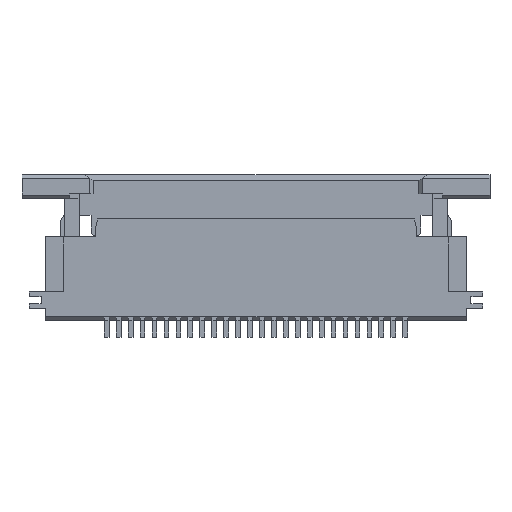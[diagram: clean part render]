
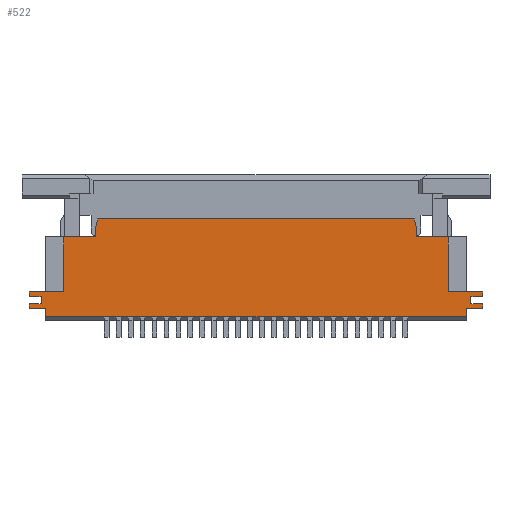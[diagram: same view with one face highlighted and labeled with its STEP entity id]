
A CAD part, front view. The second image highlights one B-rep face of the part: STEP entity #522.
In plain terms, the highlighted planar face has unit normal (0, -1, 0).
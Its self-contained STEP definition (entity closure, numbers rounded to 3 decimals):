
#522=ADVANCED_FACE('',(#2008),#2009,.T.);
#2008=FACE_OUTER_BOUND('',#4173,.T.);
#2009=PLANE('',#4174);
#4173=EDGE_LOOP('',(#8689,#8690,#8691,#8692,#8693,#8694,#8695,#8696,#8697,#8698,#8699,#8700,#8701,#8702,#8703,#8704,#8705,#8706,#8707,#8708,#8709,#8710,#8711,#8712,#8713,#8714));
#4174=AXIS2_PLACEMENT_3D('',#8715,#8716,#8717);
#8689=ORIENTED_EDGE('',*,*,#16796,.T.);
#8690=ORIENTED_EDGE('',*,*,#16797,.T.);
#8691=ORIENTED_EDGE('',*,*,#16798,.T.);
#8692=ORIENTED_EDGE('',*,*,#16799,.T.);
#8693=ORIENTED_EDGE('',*,*,#16800,.T.);
#8694=ORIENTED_EDGE('',*,*,#16801,.T.);
#8695=ORIENTED_EDGE('',*,*,#16802,.T.);
#8696=ORIENTED_EDGE('',*,*,#16803,.T.);
#8697=ORIENTED_EDGE('',*,*,#16387,.F.);
#8698=ORIENTED_EDGE('',*,*,#16795,.F.);
#8699=ORIENTED_EDGE('',*,*,#16793,.T.);
#8700=ORIENTED_EDGE('',*,*,#16804,.F.);
#8701=ORIENTED_EDGE('',*,*,#16805,.F.);
#8702=ORIENTED_EDGE('',*,*,#16806,.T.);
#8703=ORIENTED_EDGE('',*,*,#16256,.F.);
#8704=ORIENTED_EDGE('',*,*,#16807,.F.);
#8705=ORIENTED_EDGE('',*,*,#16808,.T.);
#8706=ORIENTED_EDGE('',*,*,#16809,.T.);
#8707=ORIENTED_EDGE('',*,*,#16810,.T.);
#8708=ORIENTED_EDGE('',*,*,#16811,.T.);
#8709=ORIENTED_EDGE('',*,*,#16812,.T.);
#8710=ORIENTED_EDGE('',*,*,#16813,.T.);
#8711=ORIENTED_EDGE('',*,*,#16814,.T.);
#8712=ORIENTED_EDGE('',*,*,#16815,.F.);
#8713=ORIENTED_EDGE('',*,*,#16004,.T.);
#8714=ORIENTED_EDGE('',*,*,#16147,.T.);
#8715=CARTESIAN_POINT('',(-8.8,0.0,0.0));
#8716=DIRECTION('',(0.0,-1.0,0.0));
#8717=DIRECTION('',(0.0,0.0,-1.0));
#16004=EDGE_CURVE('',#19859,#19860,#19861,.T.);
#16147=EDGE_CURVE('',#19860,#20116,#20118,.T.);
#16256=EDGE_CURVE('',#20332,#20334,#20335,.T.);
#16387=EDGE_CURVE('',#20593,#20595,#20596,.T.);
#16793=EDGE_CURVE('',#21234,#21232,#21235,.T.);
#16795=EDGE_CURVE('',#21234,#20593,#21237,.T.);
#16796=EDGE_CURVE('',#20116,#21238,#21239,.T.);
#16797=EDGE_CURVE('',#21238,#21240,#21241,.T.);
#16798=EDGE_CURVE('',#21240,#21242,#21243,.T.);
#16799=EDGE_CURVE('',#21242,#21244,#21245,.T.);
#16800=EDGE_CURVE('',#21244,#21246,#21247,.T.);
#16801=EDGE_CURVE('',#21246,#21248,#21249,.T.);
#16802=EDGE_CURVE('',#21248,#21250,#21251,.T.);
#16803=EDGE_CURVE('',#21250,#20595,#21252,.T.);
#16804=EDGE_CURVE('',#21253,#21232,#21254,.T.);
#16805=EDGE_CURVE('',#21255,#21253,#21256,.T.);
#16806=EDGE_CURVE('',#21255,#20334,#21257,.T.);
#16807=EDGE_CURVE('',#21258,#20332,#21259,.T.);
#16808=EDGE_CURVE('',#21258,#21260,#21261,.T.);
#16809=EDGE_CURVE('',#21260,#21262,#21263,.T.);
#16810=EDGE_CURVE('',#21262,#21264,#21265,.T.);
#16811=EDGE_CURVE('',#21264,#21266,#21267,.T.);
#16812=EDGE_CURVE('',#21266,#21268,#21269,.T.);
#16813=EDGE_CURVE('',#21268,#21270,#21271,.T.);
#16814=EDGE_CURVE('',#21270,#21272,#21273,.T.);
#16815=EDGE_CURVE('',#19859,#21272,#21274,.T.);
#19859=VERTEX_POINT('',#25677);
#19860=VERTEX_POINT('',#25678);
#19861=LINE('',#25679,#25680);
#20116=VERTEX_POINT('',#26076);
#20118=LINE('',#26079,#26080);
#20332=VERTEX_POINT('',#26401);
#20334=VERTEX_POINT('',#26404);
#20335=LINE('',#26405,#26406);
#20593=VERTEX_POINT('',#26793);
#20595=VERTEX_POINT('',#26796);
#20596=LINE('',#26797,#26798);
#21232=VERTEX_POINT('',#27838);
#21234=VERTEX_POINT('',#27841);
#21235=LINE('',#27842,#27843);
#21237=LINE('',#27846,#27847);
#21238=VERTEX_POINT('',#27848);
#21239=LINE('',#27849,#27850);
#21240=VERTEX_POINT('',#27851);
#21241=LINE('',#27852,#27853);
#21242=VERTEX_POINT('',#27854);
#21243=LINE('',#27855,#27856);
#21244=VERTEX_POINT('',#27857);
#21245=LINE('',#27858,#27859);
#21246=VERTEX_POINT('',#27860);
#21247=LINE('',#27861,#27862);
#21248=VERTEX_POINT('',#27863);
#21249=LINE('',#27864,#27865);
#21250=VERTEX_POINT('',#27866);
#21251=LINE('',#27867,#27868);
#21252=LINE('',#27869,#27870);
#21253=VERTEX_POINT('',#27871);
#21254=LINE('',#27872,#27873);
#21255=VERTEX_POINT('',#27874);
#21256=LINE('',#27875,#27876);
#21257=LINE('',#27877,#27878);
#21258=VERTEX_POINT('',#27879);
#21259=LINE('',#27880,#27881);
#21260=VERTEX_POINT('',#27882);
#21261=LINE('',#27883,#27884);
#21262=VERTEX_POINT('',#27885);
#21263=LINE('',#27886,#27887);
#21264=VERTEX_POINT('',#27888);
#21265=LINE('',#27889,#27890);
#21266=VERTEX_POINT('',#27891);
#21267=LINE('',#27892,#27893);
#21268=VERTEX_POINT('',#27894);
#21269=LINE('',#27895,#27896);
#21270=VERTEX_POINT('',#27897);
#21271=LINE('',#27898,#27899);
#21272=VERTEX_POINT('',#27900);
#21273=LINE('',#27901,#27902);
#21274=LINE('',#27903,#27904);
#25677=CARTESIAN_POINT('',(-8.8,0.0,0.15));
#25678=CARTESIAN_POINT('',(8.8,0.0,0.15));
#25679=CARTESIAN_POINT('',(-8.8,0.0,0.15));
#25680=VECTOR('',#33001,17.6);
#26076=CARTESIAN_POINT('',(8.8,0.0,0.5));
#26079=CARTESIAN_POINT('',(8.8,0.0,0.15));
#26080=VECTOR('',#33144,0.35);
#26401=CARTESIAN_POINT('',(-8.05,0.0,3.5));
#26404=CARTESIAN_POINT('',(-6.725,0.0,3.5));
#26405=CARTESIAN_POINT('',(-8.05,0.0,3.5));
#26406=VECTOR('',#33253,1.325);
#26793=CARTESIAN_POINT('',(6.725,0.0,3.5));
#26796=CARTESIAN_POINT('',(8.05,0.0,3.5));
#26797=CARTESIAN_POINT('',(6.725,0.0,3.5));
#26798=VECTOR('',#33384,1.325);
#27838=CARTESIAN_POINT('',(6.625,0.0,4.25));
#27841=CARTESIAN_POINT('',(6.725,0.0,3.9));
#27842=CARTESIAN_POINT('',(6.725,0.0,3.9));
#27843=VECTOR('',#33790,0.364);
#27846=CARTESIAN_POINT('',(6.725,0.0,3.9));
#27847=VECTOR('',#33792,0.4);
#27848=CARTESIAN_POINT('',(9.5,0.0,0.5));
#27849=CARTESIAN_POINT('',(8.8,0.0,0.5));
#27850=VECTOR('',#33793,0.7);
#27851=CARTESIAN_POINT('',(9.5,0.0,0.7));
#27852=CARTESIAN_POINT('',(9.5,0.0,0.5));
#27853=VECTOR('',#33794,0.2);
#27854=CARTESIAN_POINT('',(9.0,0.0,0.7));
#27855=CARTESIAN_POINT('',(9.5,0.0,0.7));
#27856=VECTOR('',#33795,0.5);
#27857=CARTESIAN_POINT('',(9.0,0.0,1.0));
#27858=CARTESIAN_POINT('',(9.0,0.0,0.7));
#27859=VECTOR('',#33796,0.3);
#27860=CARTESIAN_POINT('',(9.5,0.0,1.0));
#27861=CARTESIAN_POINT('',(9.0,0.0,1.0));
#27862=VECTOR('',#33797,0.5);
#27863=CARTESIAN_POINT('',(9.5,0.0,1.2));
#27864=CARTESIAN_POINT('',(9.5,0.0,1.0));
#27865=VECTOR('',#33798,0.2);
#27866=CARTESIAN_POINT('',(8.05,0.0,1.2));
#27867=CARTESIAN_POINT('',(9.5,0.0,1.2));
#27868=VECTOR('',#33799,1.45);
#27869=CARTESIAN_POINT('',(8.05,0.0,1.2));
#27870=VECTOR('',#33800,2.3);
#27871=CARTESIAN_POINT('',(-6.625,0.0,4.25));
#27872=CARTESIAN_POINT('',(-6.625,0.0,4.25));
#27873=VECTOR('',#33801,13.25);
#27874=CARTESIAN_POINT('',(-6.725,0.0,3.9));
#27875=CARTESIAN_POINT('',(-6.725,0.0,3.9));
#27876=VECTOR('',#33802,0.364);
#27877=CARTESIAN_POINT('',(-6.725,0.0,3.9));
#27878=VECTOR('',#33803,0.4);
#27879=CARTESIAN_POINT('',(-8.05,0.0,1.2));
#27880=CARTESIAN_POINT('',(-8.05,0.0,1.2));
#27881=VECTOR('',#33804,2.3);
#27882=CARTESIAN_POINT('',(-9.5,0.0,1.2));
#27883=CARTESIAN_POINT('',(-8.05,0.0,1.2));
#27884=VECTOR('',#33805,1.45);
#27885=CARTESIAN_POINT('',(-9.5,0.0,1.0));
#27886=CARTESIAN_POINT('',(-9.5,0.0,1.2));
#27887=VECTOR('',#33806,0.2);
#27888=CARTESIAN_POINT('',(-9.0,0.0,1.0));
#27889=CARTESIAN_POINT('',(-9.5,0.0,1.0));
#27890=VECTOR('',#33807,0.5);
#27891=CARTESIAN_POINT('',(-9.0,0.0,0.7));
#27892=CARTESIAN_POINT('',(-9.0,0.0,1.0));
#27893=VECTOR('',#33808,0.3);
#27894=CARTESIAN_POINT('',(-9.5,0.0,0.7));
#27895=CARTESIAN_POINT('',(-9.0,0.0,0.7));
#27896=VECTOR('',#33809,0.5);
#27897=CARTESIAN_POINT('',(-9.5,0.0,0.5));
#27898=CARTESIAN_POINT('',(-9.5,0.0,0.7));
#27899=VECTOR('',#33810,0.2);
#27900=CARTESIAN_POINT('',(-8.8,0.0,0.5));
#27901=CARTESIAN_POINT('',(-9.5,0.0,0.5));
#27902=VECTOR('',#33811,0.7);
#27903=CARTESIAN_POINT('',(-8.8,0.0,0.15));
#27904=VECTOR('',#33812,0.35);
#33001=DIRECTION('',(1.0,0.0,0.0));
#33144=DIRECTION('',(0.0,0.0,1.0));
#33253=DIRECTION('',(1.0,0.0,0.0));
#33384=DIRECTION('',(1.0,0.0,0.0));
#33790=DIRECTION('',(-0.275,0.0,0.962));
#33792=DIRECTION('',(0.0,0.0,-1.0));
#33793=DIRECTION('',(1.0,0.0,0.0));
#33794=DIRECTION('',(0.0,0.0,1.0));
#33795=DIRECTION('',(-1.0,0.0,0.0));
#33796=DIRECTION('',(0.0,0.0,1.0));
#33797=DIRECTION('',(1.0,0.0,0.0));
#33798=DIRECTION('',(0.0,0.0,1.0));
#33799=DIRECTION('',(-1.0,0.0,0.0));
#33800=DIRECTION('',(0.0,0.0,1.0));
#33801=DIRECTION('',(1.0,0.0,0.0));
#33802=DIRECTION('',(0.275,0.0,0.962));
#33803=DIRECTION('',(0.0,0.0,-1.0));
#33804=DIRECTION('',(0.0,0.0,1.0));
#33805=DIRECTION('',(-1.0,0.0,0.0));
#33806=DIRECTION('',(0.0,0.0,-1.0));
#33807=DIRECTION('',(1.0,0.0,0.0));
#33808=DIRECTION('',(0.0,0.0,-1.0));
#33809=DIRECTION('',(-1.0,0.0,0.0));
#33810=DIRECTION('',(0.0,0.0,-1.0));
#33811=DIRECTION('',(1.0,0.0,0.0));
#33812=DIRECTION('',(0.0,0.0,1.0));
